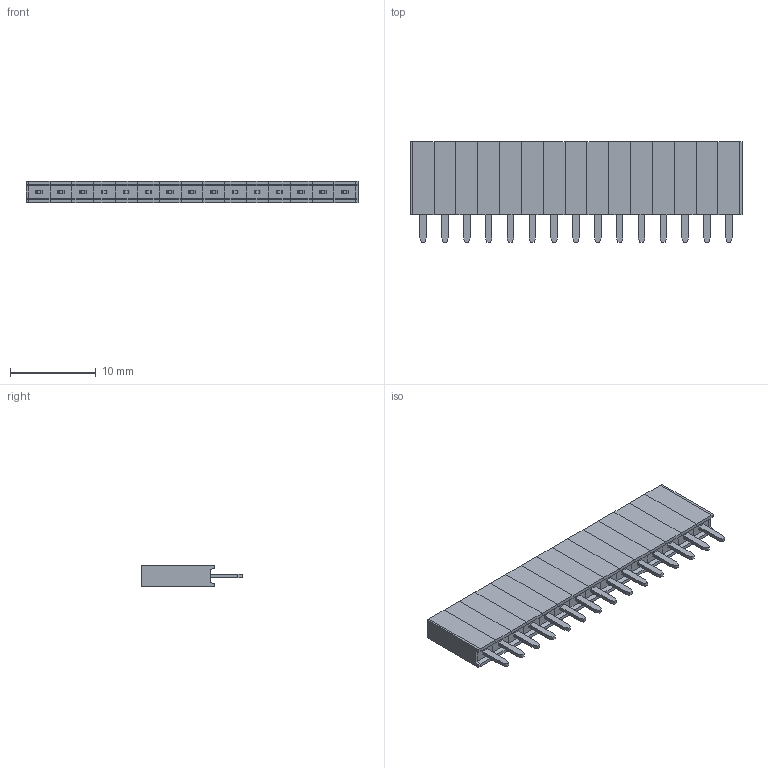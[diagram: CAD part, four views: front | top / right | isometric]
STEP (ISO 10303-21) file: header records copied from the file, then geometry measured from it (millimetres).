
FILE_DESCRIPTION (( 'STEP AP214' ), '1' );
FILE_NAME ('NPPC151LFBN-RC.STEP', '2024-10-30T12:14:47', ( '' ), ( '' ), 'SwSTEP 2.0', 'SolidWorks 2021', '' );
FILE_SCHEMA (( 'AUTOMOTIVE_DESIGN' ));
Length unit declared in the file: millimetre
Products named in the file (3): Pin - Gold; PPPC021LFBN-RC_C15; NPPC151LFBN-RC
Assembly tree (16 placements, depth 2):
  NPPC151LFBN-RC
    PPPC021LFBN-RC_C15
    Pin - Gold  x15
Bounding box: 38.61 x 11.71 x 2.54 mm (x, y, z)
Volume: 801.5 mm3; surface area: 1775.4 mm2
Topology: 32 solids, 32 shells, 425 faces, 978 edges, 632 vertices
Faces by surface type: plane 425
Entity records: 8986 total; most frequent: CARTESIAN_POINT 1522, ORIENTED_EDGE 1452, DIRECTION 1390, LINE 726, VECTOR 726, EDGE_CURVE 726, VERTEX_POINT 464, AXIS2_PLACEMENT_3D 332
